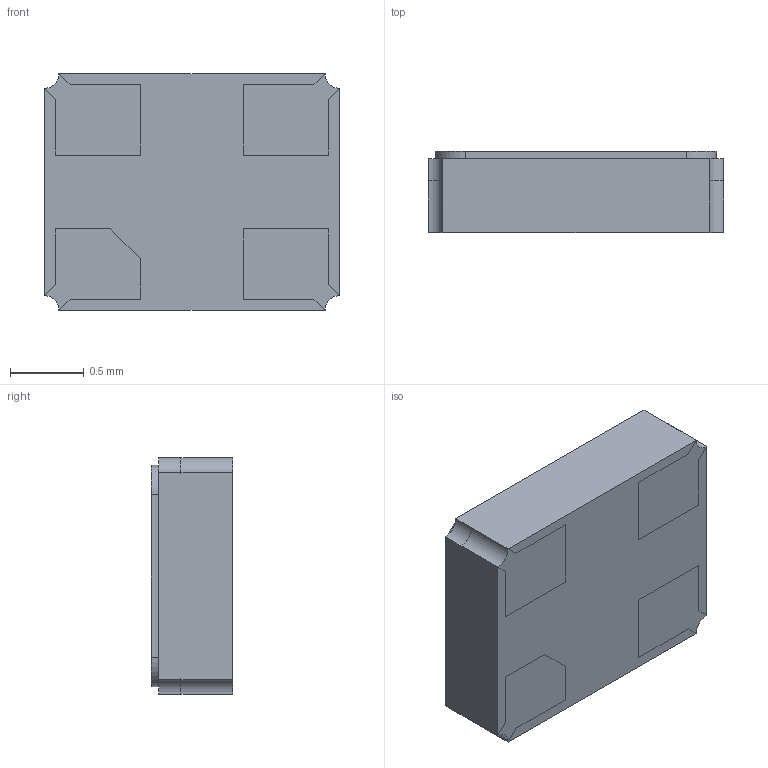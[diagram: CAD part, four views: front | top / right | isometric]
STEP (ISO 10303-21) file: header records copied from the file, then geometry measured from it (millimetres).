
FILE_DESCRIPTION (( 'STEP AP214' ), '1' );
FILE_NAME ('ABM11AIG.STEP', '2019-06-10T12:00:23', ( '' ), ( '' ), 'SwSTEP 2.0', 'SolidWorks 2018', '' );
FILE_SCHEMA (( 'AUTOMOTIVE_DESIGN' ));
Length unit declared in the file: millimetre
Products named in the file (1): ABM11AIG
Bounding box: 2 x 0.55 x 1.6 mm (x, y, z)
Volume: 1.7 mm3; surface area: 18.2 mm2
Topology: 5 solids, 5 shells, 179 faces, 460 edges, 304 vertices
Faces by surface type: plane 149, bspline 18, cylinder 12
Entity records: 7078 total; most frequent: CARTESIAN_POINT 2194, ORIENTED_EDGE 920, DIRECTION 772, EDGE_CURVE 460, LINE 400, VECTOR 400, VERTEX_POINT 304, EDGE_LOOP 192
